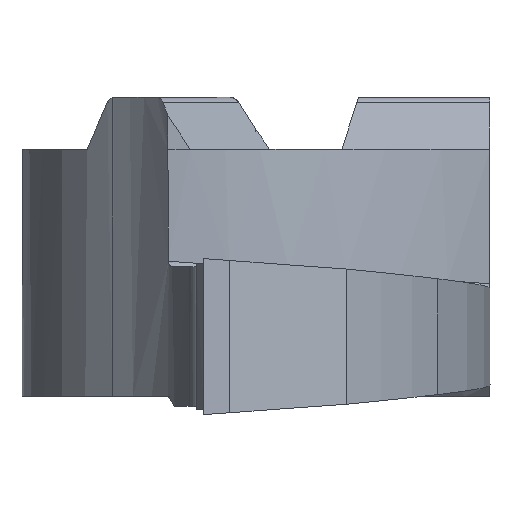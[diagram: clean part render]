
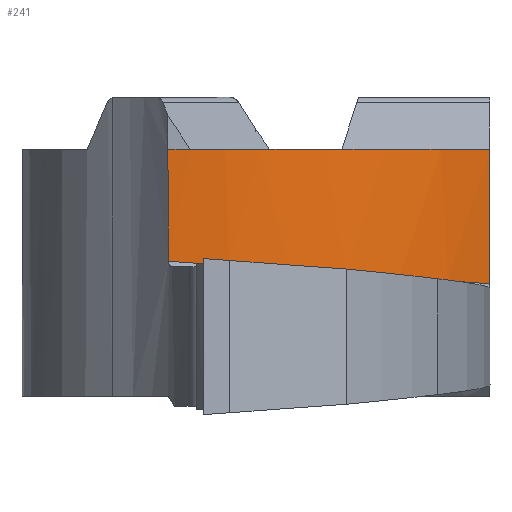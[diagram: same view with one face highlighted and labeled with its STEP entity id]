
A CAD part, left-side view. The second image highlights one B-rep face of the part: STEP entity #241.
In plain terms, the highlighted free-form (B-spline) face has degree [1, 3] with [2, 4] control points.
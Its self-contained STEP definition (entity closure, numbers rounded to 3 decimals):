
#47=(
BOUNDED_SURFACE()
B_SPLINE_SURFACE(1,3,((#1933,#1934,#1935,#1936),(#1937,#1938,#1939,#1940)),
 .UNSPECIFIED.,.F.,.F.,.F.)
B_SPLINE_SURFACE_WITH_KNOTS((2,2),(4,4),(0.,1.),(0.,1.),.UNSPECIFIED.)
GEOMETRIC_REPRESENTATION_ITEM()
RATIONAL_B_SPLINE_SURFACE(((1.,0.93,0.93,1.),
(1.,0.93,0.93,1.)))
REPRESENTATION_ITEM('')
SURFACE()
);
#241=ADVANCED_FACE('',(#298),#47,.F.);
#298=FACE_OUTER_BOUND('',#351,.T.);
#351=EDGE_LOOP('',(#604,#605,#606,#607,#608));
#604=ORIENTED_EDGE('',*,*,#847,.T.);
#605=ORIENTED_EDGE('',*,*,#870,.T.);
#606=ORIENTED_EDGE('',*,*,#841,.F.);
#607=ORIENTED_EDGE('',*,*,#871,.F.);
#608=ORIENTED_EDGE('',*,*,#854,.T.);
#690=VERTEX_POINT('',#1490);
#722=VERTEX_POINT('',#1757);
#723=VERTEX_POINT('',#1758);
#726=VERTEX_POINT('',#1789);
#728=VERTEX_POINT('',#1813);
#841=EDGE_CURVE('',#722,#723,#955,.T.);
#847=EDGE_CURVE('',#726,#690,#957,.T.);
#854=EDGE_CURVE('',#728,#726,#958,.T.);
#870=EDGE_CURVE('',#690,#723,#964,.T.);
#871=EDGE_CURVE('',#728,#722,#920,.T.);
#920=CIRCLE('',#1077,7.701);
#955=B_SPLINE_CURVE_WITH_KNOTS('',3,(#1747,#1748,#1749,#1750,#1751,#1752,
#1753,#1754,#1755,#1756),.UNSPECIFIED.,.F.,.F.,(4,2,2,2,4),(0.,0.291,
0.581,0.872,1.),.UNSPECIFIED.);
#957=B_SPLINE_CURVE_WITH_KNOTS('',3,(#1785,#1786,#1787,#1788),
 .UNSPECIFIED.,.F.,.F.,(4,4),(0.,1.),.UNSPECIFIED.);
#958=B_SPLINE_CURVE_WITH_KNOTS('',3,(#1805,#1806,#1807,#1808,#1809,#1810,
#1811,#1812),.UNSPECIFIED.,.F.,.F.,(4,2,2,4),(0.,0.342,0.684,
1.),.UNSPECIFIED.);
#964=B_SPLINE_CURVE_WITH_KNOTS('',3,(#1928,#1929,#1930,#1931),
 .UNSPECIFIED.,.F.,.F.,(4,4),(0.,1.),.UNSPECIFIED.);
#1077=AXIS2_PLACEMENT_3D('',#1932,#1272,#1273);
#1272=DIRECTION('',(0.,0.07,-0.998));
#1273=DIRECTION('',(0.,0.998,0.07));
#1490=CARTESIAN_POINT('',(-4.705,1.265,-0.1));
#1747=CARTESIAN_POINT('',(-4.707,1.684,-2.251));
#1748=CARTESIAN_POINT('',(-4.706,1.684,-2.043));
#1749=CARTESIAN_POINT('',(-4.705,1.685,-1.835));
#1750=CARTESIAN_POINT('',(-4.702,1.687,-1.418));
#1751=CARTESIAN_POINT('',(-4.701,1.688,-1.21));
#1752=CARTESIAN_POINT('',(-4.698,1.69,-0.793));
#1753=CARTESIAN_POINT('',(-4.697,1.691,-0.585));
#1754=CARTESIAN_POINT('',(-4.695,1.692,-0.284));
#1755=CARTESIAN_POINT('',(-4.694,1.692,-0.192));
#1756=CARTESIAN_POINT('',(-4.694,1.693,-0.1));
#1757=CARTESIAN_POINT('',(-4.707,1.684,-2.251));
#1758=CARTESIAN_POINT('',(-4.694,1.693,-0.1));
#1785=CARTESIAN_POINT('',(-2.112,-4.5,-0.1));
#1786=CARTESIAN_POINT('',(-3.748,-3.047,-0.1));
#1787=CARTESIAN_POINT('',(-4.702,-0.924,-0.1));
#1788=CARTESIAN_POINT('',(-4.705,1.265,-0.1));
#1789=CARTESIAN_POINT('',(-2.112,-4.5,-0.1));
#1805=CARTESIAN_POINT('',(-1.913,-4.5,-2.684));
#1806=CARTESIAN_POINT('',(-1.936,-4.5,-2.389));
#1807=CARTESIAN_POINT('',(-1.959,-4.5,-2.095));
#1808=CARTESIAN_POINT('',(-2.005,-4.5,-1.506));
#1809=CARTESIAN_POINT('',(-2.027,-4.5,-1.211));
#1810=CARTESIAN_POINT('',(-2.071,-4.5,-0.645));
#1811=CARTESIAN_POINT('',(-2.091,-4.5,-0.372));
#1812=CARTESIAN_POINT('',(-2.112,-4.5,-0.1));
#1813=CARTESIAN_POINT('',(-1.913,-4.5,-2.684));
#1928=CARTESIAN_POINT('',(-4.705,1.265,-0.1));
#1929=CARTESIAN_POINT('',(-4.705,1.408,-0.1));
#1930=CARTESIAN_POINT('',(-4.701,1.551,-0.1));
#1931=CARTESIAN_POINT('',(-4.694,1.693,-0.1));
#1932=CARTESIAN_POINT('',(2.989,1.425,-2.269));
#1933=CARTESIAN_POINT('',(-2.014,-4.586,-0.09));
#1934=CARTESIAN_POINT('',(-3.887,-2.986,0.021));
#1935=CARTESIAN_POINT('',(-4.846,-0.72,0.18));
#1936=CARTESIAN_POINT('',(-4.688,1.735,0.351));
#1937=CARTESIAN_POINT('',(-1.88,-4.527,-2.685));
#1938=CARTESIAN_POINT('',(-3.792,-2.97,-2.577));
#1939=CARTESIAN_POINT('',(-4.805,-0.725,-2.42));
#1940=CARTESIAN_POINT('',(-4.705,1.736,-2.248));
